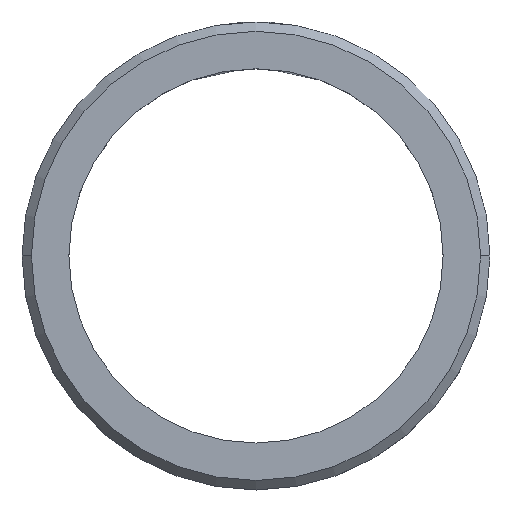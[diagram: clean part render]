
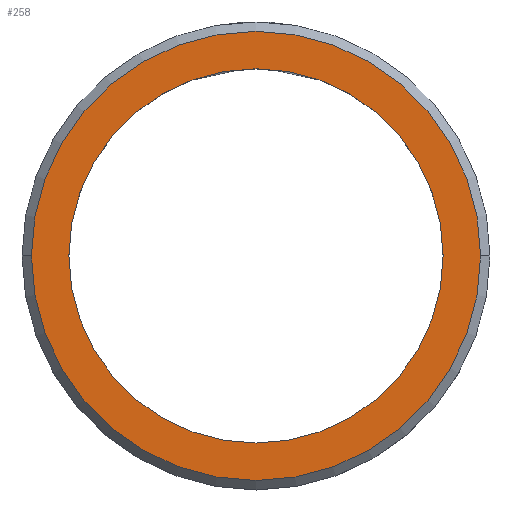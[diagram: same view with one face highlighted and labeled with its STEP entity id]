
A CAD part, top view. The second image highlights one B-rep face of the part: STEP entity #258.
In plain terms, the highlighted planar face has unit normal (0, 0, 1).
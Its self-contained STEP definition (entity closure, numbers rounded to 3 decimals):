
#63=CARTESIAN_POINT('',(0.,0.,10.));
#64=DIRECTION('',(0.,0.,-1.));
#65=DIRECTION('',(1.,0.,0.));
#66=AXIS2_PLACEMENT_3D('',#63,#64,#65);
#68=CARTESIAN_POINT('',(0.,0.,10.));
#69=DIRECTION('',(0.,0.,-1.));
#70=DIRECTION('',(-1.,0.,0.));
#71=AXIS2_PLACEMENT_3D('',#68,#69,#70);
#73=CARTESIAN_POINT('',(0.,0.,10.));
#74=DIRECTION('',(0.,0.,1.));
#75=DIRECTION('',(-1.,0.,0.));
#76=AXIS2_PLACEMENT_3D('',#73,#74,#75);
#78=CARTESIAN_POINT('',(0.,0.,10.));
#79=DIRECTION('',(0.,0.,1.));
#80=DIRECTION('',(1.,0.,0.));
#81=AXIS2_PLACEMENT_3D('',#78,#79,#80);
#167=CARTESIAN_POINT('',(20.,0.,10.));
#168=CARTESIAN_POINT('',(-20.,0.,10.));
#169=VERTEX_POINT('',#167);
#170=VERTEX_POINT('',#168);
#171=CARTESIAN_POINT('',(-24.,0.,10.));
#172=CARTESIAN_POINT('',(24.,0.,10.));
#173=VERTEX_POINT('',#171);
#174=VERTEX_POINT('',#172);
#243=CARTESIAN_POINT('',(0.,0.,10.));
#244=DIRECTION('',(0.,0.,1.));
#245=DIRECTION('',(1.,0.,0.));
#246=AXIS2_PLACEMENT_3D('',#243,#244,#245);
#247=PLANE('',#246);
#249=ORIENTED_EDGE('',*,*,#248,.F.);
#251=ORIENTED_EDGE('',*,*,#250,.F.);
#252=EDGE_LOOP('',(#249,#251));
#253=FACE_OUTER_BOUND('',#252,.F.);
#254=ORIENTED_EDGE('',*,*,#217,.F.);
#255=ORIENTED_EDGE('',*,*,#231,.F.);
#256=EDGE_LOOP('',(#254,#255));
#257=FACE_BOUND('',#256,.F.);
#258=ADVANCED_FACE('',(#253,#257),#247,.T.);
#67=CIRCLE('',#66,20.);
#72=CIRCLE('',#71,20.);
#77=CIRCLE('',#76,24.);
#82=CIRCLE('',#81,24.);
#217=EDGE_CURVE('',#169,#170,#67,.T.);
#231=EDGE_CURVE('',#170,#169,#72,.T.);
#248=EDGE_CURVE('',#173,#174,#77,.T.);
#250=EDGE_CURVE('',#174,#173,#82,.T.);
